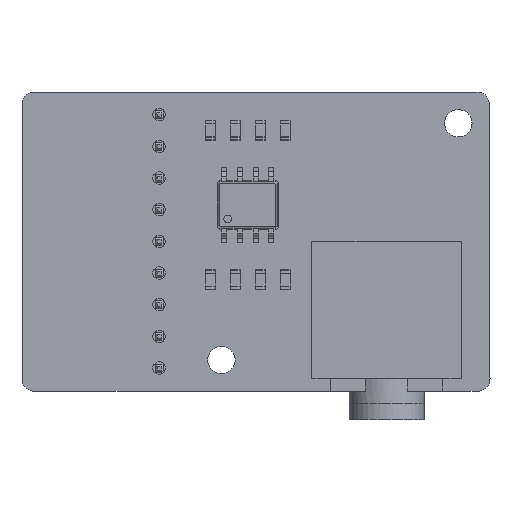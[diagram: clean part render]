
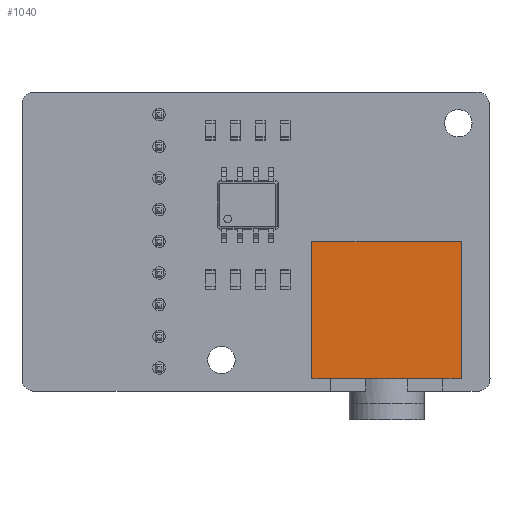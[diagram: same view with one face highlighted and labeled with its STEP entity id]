
A CAD part, top view. The second image highlights one B-rep face of the part: STEP entity #1040.
In plain terms, the highlighted planar face has unit normal (0, 0, 1).
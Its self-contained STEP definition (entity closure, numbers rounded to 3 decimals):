
#976 = VERTEX_POINT('',#977);
#977 = CARTESIAN_POINT('',(-6.,-3.5,5.));
#992 = VERTEX_POINT('',#993);
#993 = CARTESIAN_POINT('',(-6.,7.5,5.));
#999 = EDGE_CURVE('',#976,#992,#1000,.T.);
#1000 = LINE('',#1001,#1002);
#1001 = CARTESIAN_POINT('',(-6.,-3.5,5.));
#1002 = VECTOR('',#1003,1.);
#1003 = DIRECTION('',(0.,1.,0.));
#1022 = EDGE_CURVE('',#976,#1023,#1025,.T.);
#1023 = VERTEX_POINT('',#1024);
#1024 = CARTESIAN_POINT('',(-4.5,-3.5,5.));
#1025 = LINE('',#1026,#1027);
#1026 = CARTESIAN_POINT('',(-6.,-3.5,5.));
#1027 = VECTOR('',#1028,1.);
#1028 = DIRECTION('',(1.,0.,0.));
#1040 = ADVANCED_FACE('',(#1041),#1091,.T.);
#1041 = FACE_BOUND('',#1042,.T.);
#1042 = EDGE_LOOP('',(#1043,#1044,#1045,#1053,#1061,#1069,#1077,#1085));
#1043 = ORIENTED_EDGE('',*,*,#999,.F.);
#1044 = ORIENTED_EDGE('',*,*,#1022,.T.);
#1045 = ORIENTED_EDGE('',*,*,#1046,.T.);
#1046 = EDGE_CURVE('',#1023,#1047,#1049,.T.);
#1047 = VERTEX_POINT('',#1048);
#1048 = CARTESIAN_POINT('',(-1.658,-3.5,5.));
#1049 = LINE('',#1050,#1051);
#1050 = CARTESIAN_POINT('',(-6.,-3.5,5.));
#1051 = VECTOR('',#1052,1.);
#1052 = DIRECTION('',(1.,0.,0.));
#1053 = ORIENTED_EDGE('',*,*,#1054,.T.);
#1054 = EDGE_CURVE('',#1047,#1055,#1057,.T.);
#1055 = VERTEX_POINT('',#1056);
#1056 = CARTESIAN_POINT('',(1.658,-3.5,5.));
#1057 = LINE('',#1058,#1059);
#1058 = CARTESIAN_POINT('',(-6.,-3.5,5.));
#1059 = VECTOR('',#1060,1.);
#1060 = DIRECTION('',(1.,0.,0.));
#1061 = ORIENTED_EDGE('',*,*,#1062,.T.);
#1062 = EDGE_CURVE('',#1055,#1063,#1065,.T.);
#1063 = VERTEX_POINT('',#1064);
#1064 = CARTESIAN_POINT('',(4.5,-3.5,5.));
#1065 = LINE('',#1066,#1067);
#1066 = CARTESIAN_POINT('',(-6.,-3.5,5.));
#1067 = VECTOR('',#1068,1.);
#1068 = DIRECTION('',(1.,0.,0.));
#1069 = ORIENTED_EDGE('',*,*,#1070,.T.);
#1070 = EDGE_CURVE('',#1063,#1071,#1073,.T.);
#1071 = VERTEX_POINT('',#1072);
#1072 = CARTESIAN_POINT('',(6.,-3.5,5.));
#1073 = LINE('',#1074,#1075);
#1074 = CARTESIAN_POINT('',(-6.,-3.5,5.));
#1075 = VECTOR('',#1076,1.);
#1076 = DIRECTION('',(1.,0.,0.));
#1077 = ORIENTED_EDGE('',*,*,#1078,.T.);
#1078 = EDGE_CURVE('',#1071,#1079,#1081,.T.);
#1079 = VERTEX_POINT('',#1080);
#1080 = CARTESIAN_POINT('',(6.,7.5,5.));
#1081 = LINE('',#1082,#1083);
#1082 = CARTESIAN_POINT('',(6.,-3.5,5.));
#1083 = VECTOR('',#1084,1.);
#1084 = DIRECTION('',(0.,1.,0.));
#1085 = ORIENTED_EDGE('',*,*,#1086,.F.);
#1086 = EDGE_CURVE('',#992,#1079,#1087,.T.);
#1087 = LINE('',#1088,#1089);
#1088 = CARTESIAN_POINT('',(-6.,7.5,5.));
#1089 = VECTOR('',#1090,1.);
#1090 = DIRECTION('',(1.,0.,0.));
#1091 = PLANE('',#1092);
#1092 = AXIS2_PLACEMENT_3D('',#1093,#1094,#1095);
#1093 = CARTESIAN_POINT('',(-6.,-3.5,5.));
#1094 = DIRECTION('',(0.,0.,1.));
#1095 = DIRECTION('',(1.,0.,-0.));
